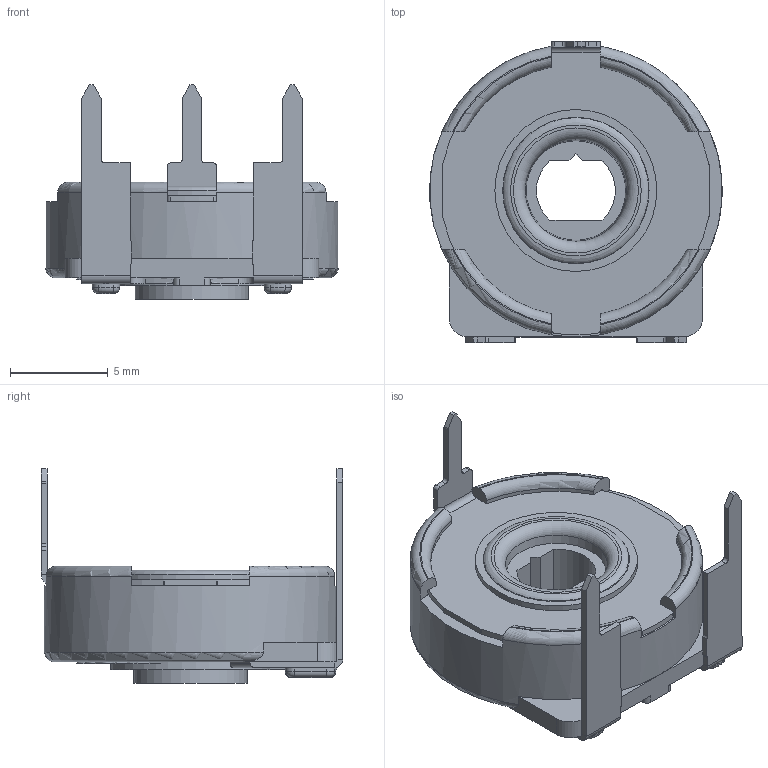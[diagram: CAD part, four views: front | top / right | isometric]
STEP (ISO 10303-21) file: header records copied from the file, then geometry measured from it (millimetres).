
FILE_DESCRIPTION (( 'STEP AP203' ), '1' );
FILE_NAME ('PT15NV15.STEP', '2018-08-28T12:14:50', ( '' ), ( '' ), 'SwSTEP 2.0', 'SolidWorks 2016', '' );
FILE_SCHEMA (( 'CONFIG_CONTROL_DESIGN' ));
Length unit declared in the file: millimetre
Products named in the file (6): PT15NV15-TERMINAL IZQUIERDO; PT15NV15-CARCASA_REMACHADA; PT15NV15-COLECTOR_PREDETERMINADA; PT15NV15-PORTACURSOR_REMACHADO; PT15NV15; PT15NV15-TERMINAL DERECHO
Assembly tree (5 placements, depth 2):
  PT15NV15
    PT15NV15-CARCASA_REMACHADA
    PT15NV15-PORTACURSOR_REMACHADO
    PT15NV15-TERMINAL DERECHO
    PT15NV15-TERMINAL IZQUIERDO
    PT15NV15-COLECTOR_PREDETERMINADA
Bounding box: 14.99 x 15.45 x 11 mm (x, y, z)
Volume: 409.6 mm3; surface area: 1518.3 mm2
Topology: 5 solids, 5 shells, 409 faces, 1092 edges, 717 vertices
Faces by surface type: plane 233, cylinder 114, bspline 36, torus 25, cone 1
Full cylindrical faces by diameter (mm): 4.5 x1, 5.8 x1, 5.95 x1, 6.8 x1, 7 x1, 7.6 x1, 7.8 x1, 8.3 x1, 13.408 x1, 15 x1
Entity records: 14969 total; most frequent: CARTESIAN_POINT 4259, ORIENTED_EDGE 2144, DIRECTION 1991, EDGE_CURVE 1072, VERTEX_POINT 712, LINE 711, VECTOR 711, AXIS2_PLACEMENT_3D 640
